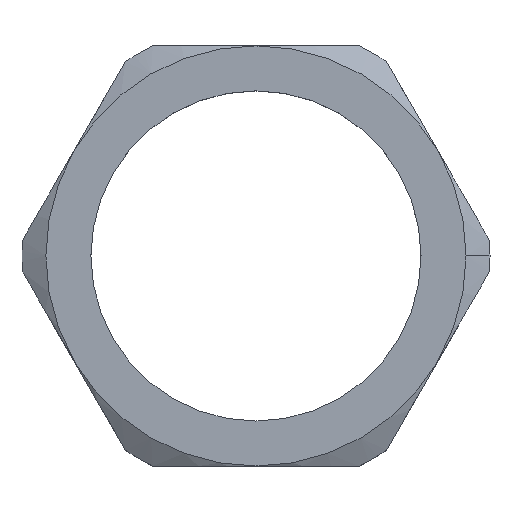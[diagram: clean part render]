
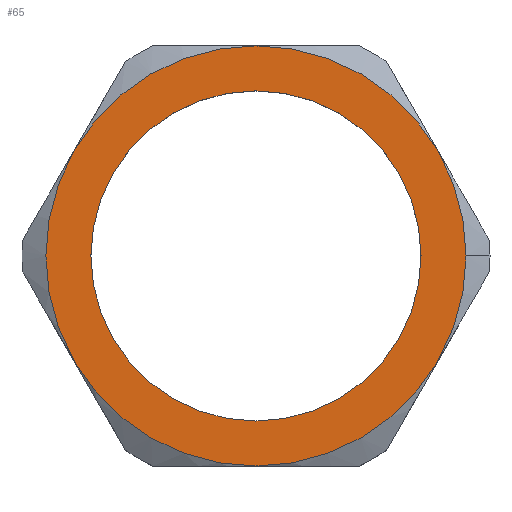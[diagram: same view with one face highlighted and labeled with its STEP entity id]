
A CAD part, top view. The second image highlights one B-rep face of the part: STEP entity #65.
In plain terms, the highlighted planar face has unit normal (0, 0, 1).
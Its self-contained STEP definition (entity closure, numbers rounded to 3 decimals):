
#4 = AXIS2_PLACEMENT_3D ( 'NONE', #649, #648, #647 ) ;
#29 = EDGE_CURVE ( 'NONE', #794, #805, #146, .T. ) ;
#38 = EDGE_CURVE ( 'NONE', #828, #795, #143, .T. ) ;
#49 = EDGE_CURVE ( 'NONE', #814, #822, #136, .T. ) ;
#50 = EDGE_CURVE ( 'NONE', #817, #823, #135, .T. ) ;
#65 = ADVANCED_FACE ( 'NONE', ( #543, #478 ), #362, .T. ) ;
#73 = AXIS2_PLACEMENT_3D ( 'NONE', #239, #226, #225 ) ;
#115 = EDGE_CURVE ( 'NONE', #795, #794, #129, .T. ) ;
#117 = CIRCLE ( 'NONE', #73, 24.5 ) ;
#118 = CIRCLE ( 'NONE', #534, 19.25 ) ;
#120 = CIRCLE ( 'NONE', #556, 24.5 ) ;
#121 = CIRCLE ( 'NONE', #536, 24.5 ) ;
#129 = CIRCLE ( 'NONE', #490, 24.5 ) ;
#135 = CIRCLE ( 'NONE', #553, 24.5 ) ;
#136 = CIRCLE ( 'NONE', #516, 19.25 ) ;
#143 = CIRCLE ( 'NONE', #530, 24.5 ) ;
#146 = CIRCLE ( 'NONE', #4, 24.5 ) ;
#165 = EDGE_CURVE ( 'NONE', #796, #817, #121, .T. ) ;
#169 = EDGE_CURVE ( 'NONE', #823, #828, #120, .T. ) ;
#174 = EDGE_CURVE ( 'NONE', #822, #814, #118, .T. ) ;
#179 = EDGE_CURVE ( 'NONE', #805, #796, #117, .T. ) ;
#184 = CARTESIAN_POINT ( 'NONE',  ( -19.25, 0., 8. ) ) ;
#193 = CARTESIAN_POINT ( 'NONE',  ( 0., -24.5, 8. ) ) ;
#202 = CARTESIAN_POINT ( 'NONE',  ( 21.218, -12.25, 8. ) ) ;
#203 = CARTESIAN_POINT ( 'NONE',  ( -21.218, 12.25, 8. ) ) ;
#204 = CARTESIAN_POINT ( 'NONE',  ( -21.218, -12.25, 8. ) ) ;
#225 = DIRECTION ( 'NONE',  ( 1., 0., 0. ) ) ;
#226 = DIRECTION ( 'NONE',  ( 0., 0., 1. ) ) ;
#239 = CARTESIAN_POINT ( 'NONE',  ( 0., 0., 8. ) ) ;
#240 = DIRECTION ( 'NONE',  ( 1., 0., 0. ) ) ;
#241 = DIRECTION ( 'NONE',  ( 0., 0., 1. ) ) ;
#245 = CARTESIAN_POINT ( 'NONE',  ( 0., 0., 8. ) ) ;
#260 = DIRECTION ( 'NONE',  ( 1., 0., 0. ) ) ;
#261 = DIRECTION ( 'NONE',  ( 0., 0., 1. ) ) ;
#271 = CARTESIAN_POINT ( 'NONE',  ( 0., 0., 8. ) ) ;
#272 = DIRECTION ( 'NONE',  ( 1., 0., 0. ) ) ;
#273 = DIRECTION ( 'NONE',  ( 0., 0., 1. ) ) ;
#277 = CARTESIAN_POINT ( 'NONE',  ( 0., 0., 8. ) ) ;
#337 = DIRECTION ( 'NONE',  ( 1., 0., 0. ) ) ;
#338 = DIRECTION ( 'NONE',  ( 0., 0., 1. ) ) ;
#339 = CARTESIAN_POINT ( 'NONE',  ( 0., 0., 8. ) ) ;
#359 = DIRECTION ( 'NONE',  ( 1., 0., 0. ) ) ;
#360 = DIRECTION ( 'NONE',  ( 0., 0., 1. ) ) ;
#361 = CARTESIAN_POINT ( 'NONE',  ( 0., 0., 8. ) ) ;
#362 = PLANE ( 'NONE',  #480 ) ;
#413 = DIRECTION ( 'NONE',  ( 1., 0., 0. ) ) ;
#414 = DIRECTION ( 'NONE',  ( 0., 0., 1. ) ) ;
#415 = CARTESIAN_POINT ( 'NONE',  ( 0., 0., 8. ) ) ;
#416 = DIRECTION ( 'NONE',  ( 1., 0., 0. ) ) ;
#417 = DIRECTION ( 'NONE',  ( 0., 0., 1. ) ) ;
#418 = CARTESIAN_POINT ( 'NONE',  ( 0., 0., 8. ) ) ;
#457 = DIRECTION ( 'NONE',  ( 1., 0., 0. ) ) ;
#458 = DIRECTION ( 'NONE',  ( 0., 0., 1. ) ) ;
#459 = CARTESIAN_POINT ( 'NONE',  ( 0., 0., 8. ) ) ;
#478 = FACE_OUTER_BOUND ( 'NONE', #772, .T. ) ;
#480 = AXIS2_PLACEMENT_3D ( 'NONE', #361, #360, #359 ) ;
#490 = AXIS2_PLACEMENT_3D ( 'NONE', #339, #338, #337 ) ;
#516 = AXIS2_PLACEMENT_3D ( 'NONE', #418, #417, #416 ) ;
#530 = AXIS2_PLACEMENT_3D ( 'NONE', #459, #458, #457 ) ;
#534 = AXIS2_PLACEMENT_3D ( 'NONE', #245, #241, #240 ) ;
#536 = AXIS2_PLACEMENT_3D ( 'NONE', #277, #273, #272 ) ;
#543 = FACE_BOUND ( 'NONE', #770, .T. ) ;
#553 = AXIS2_PLACEMENT_3D ( 'NONE', #415, #414, #413 ) ;
#556 = AXIS2_PLACEMENT_3D ( 'NONE', #271, #261, #260 ) ;
#565 = CARTESIAN_POINT ( 'NONE',  ( 24.5, 0., 8. ) ) ;
#570 = CARTESIAN_POINT ( 'NONE',  ( 19.25, 0., 8. ) ) ;
#571 = CARTESIAN_POINT ( 'NONE',  ( 21.218, 12.25, 8. ) ) ;
#576 = CARTESIAN_POINT ( 'NONE',  ( 0., 24.5, 8. ) ) ;
#647 = DIRECTION ( 'NONE',  ( 1., 0., 0. ) ) ;
#648 = DIRECTION ( 'NONE',  ( 0., 0., 1. ) ) ;
#649 = CARTESIAN_POINT ( 'NONE',  ( 0., 0., 8. ) ) ;
#662 = ORIENTED_EDGE ( 'NONE', *, *, #49, .F. ) ;
#666 = ORIENTED_EDGE ( 'NONE', *, *, #165, .T. ) ;
#669 = ORIENTED_EDGE ( 'NONE', *, *, #179, .T. ) ;
#670 = ORIENTED_EDGE ( 'NONE', *, *, #50, .T. ) ;
#671 = ORIENTED_EDGE ( 'NONE', *, *, #115, .T. ) ;
#677 = ORIENTED_EDGE ( 'NONE', *, *, #169, .T. ) ;
#683 = ORIENTED_EDGE ( 'NONE', *, *, #38, .T. ) ;
#715 = ORIENTED_EDGE ( 'NONE', *, *, #29, .T. ) ;
#724 = ORIENTED_EDGE ( 'NONE', *, *, #174, .F. ) ;
#770 = EDGE_LOOP ( 'NONE', ( #662, #724 ) ) ;
#772 = EDGE_LOOP ( 'NONE', ( #666, #670, #677, #683, #671, #715, #669 ) ) ;
#794 = VERTEX_POINT ( 'NONE', #204 ) ;
#795 = VERTEX_POINT ( 'NONE', #203 ) ;
#796 = VERTEX_POINT ( 'NONE', #202 ) ;
#805 = VERTEX_POINT ( 'NONE', #193 ) ;
#814 = VERTEX_POINT ( 'NONE', #184 ) ;
#817 = VERTEX_POINT ( 'NONE', #565 ) ;
#822 = VERTEX_POINT ( 'NONE', #570 ) ;
#823 = VERTEX_POINT ( 'NONE', #571 ) ;
#828 = VERTEX_POINT ( 'NONE', #576 ) ;
